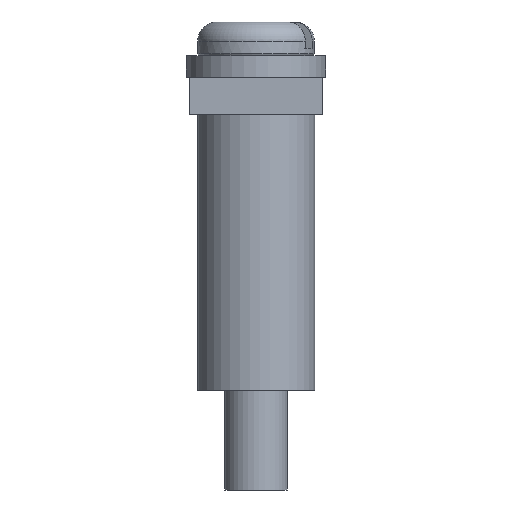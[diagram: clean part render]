
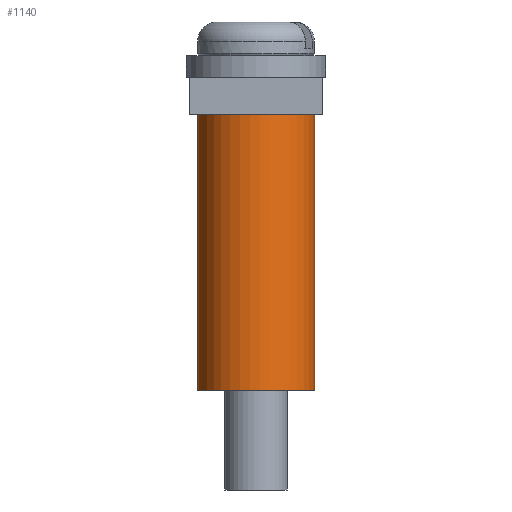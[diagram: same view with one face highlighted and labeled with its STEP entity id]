
A CAD part, front view. The second image highlights one B-rep face of the part: STEP entity #1140.
In plain terms, the highlighted cylindrical face has radius 2.45 mm (diameter 4.9 mm), a full revolution.
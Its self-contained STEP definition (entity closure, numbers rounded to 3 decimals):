
#5 = VERTEX_POINT ( 'NONE', #1499 ) ;
#290 = EDGE_LOOP ( 'NONE', ( #1437 ) ) ;
#521 = CYLINDRICAL_SURFACE ( 'NONE', #1939, 2.45 ) ;
#537 = CARTESIAN_POINT ( 'NONE',  ( -12.801, -5.305, 3.055 ) ) ;
#703 = CARTESIAN_POINT ( 'NONE',  ( -12.801, -5.305, 14.555 ) ) ;
#746 = AXIS2_PLACEMENT_3D ( 'NONE', #537, #1544, #1052 ) ;
#819 = VERTEX_POINT ( 'NONE', #1851 ) ;
#870 = EDGE_LOOP ( 'NONE', ( #1565 ) ) ;
#888 = DIRECTION ( 'NONE',  ( 0.241, -0.971, 0. ) ) ;
#1009 = FACE_OUTER_BOUND ( 'NONE', #290, .T. ) ;
#1052 = DIRECTION ( 'NONE',  ( 0.241, -0.971, 0. ) ) ;
#1058 = CARTESIAN_POINT ( 'NONE',  ( -12.801, -5.305, 14.555 ) ) ;
#1140 = ADVANCED_FACE ( 'NONE', ( #2029, #1009 ), #521, .T. ) ;
#1255 = CIRCLE ( 'NONE', #1899, 2.45 ) ;
#1393 = DIRECTION ( 'NONE',  ( -0.241, 0.971, 0. ) ) ;
#1437 = ORIENTED_EDGE ( 'NONE', *, *, #1908, .T. ) ;
#1499 = CARTESIAN_POINT ( 'NONE',  ( -12.211, -7.683, 3.055 ) ) ;
#1544 = DIRECTION ( 'NONE',  ( 0., 0., 1. ) ) ;
#1565 = ORIENTED_EDGE ( 'NONE', *, *, #1751, .F. ) ;
#1751 = EDGE_CURVE ( 'NONE', #819, #819, #1255, .T. ) ;
#1851 = CARTESIAN_POINT ( 'NONE',  ( -12.211, -7.683, 14.555 ) ) ;
#1899 = AXIS2_PLACEMENT_3D ( 'NONE', #703, #2033, #888 ) ;
#1908 = EDGE_CURVE ( 'NONE', #5, #5, #2182, .T. ) ;
#1939 = AXIS2_PLACEMENT_3D ( 'NONE', #1058, #2068, #1393 ) ;
#2029 = FACE_OUTER_BOUND ( 'NONE', #870, .T. ) ;
#2033 = DIRECTION ( 'NONE',  ( 0., 0., 1. ) ) ;
#2068 = DIRECTION ( 'NONE',  ( 0., 0., -1. ) ) ;
#2182 = CIRCLE ( 'NONE', #746, 2.45 ) ;
